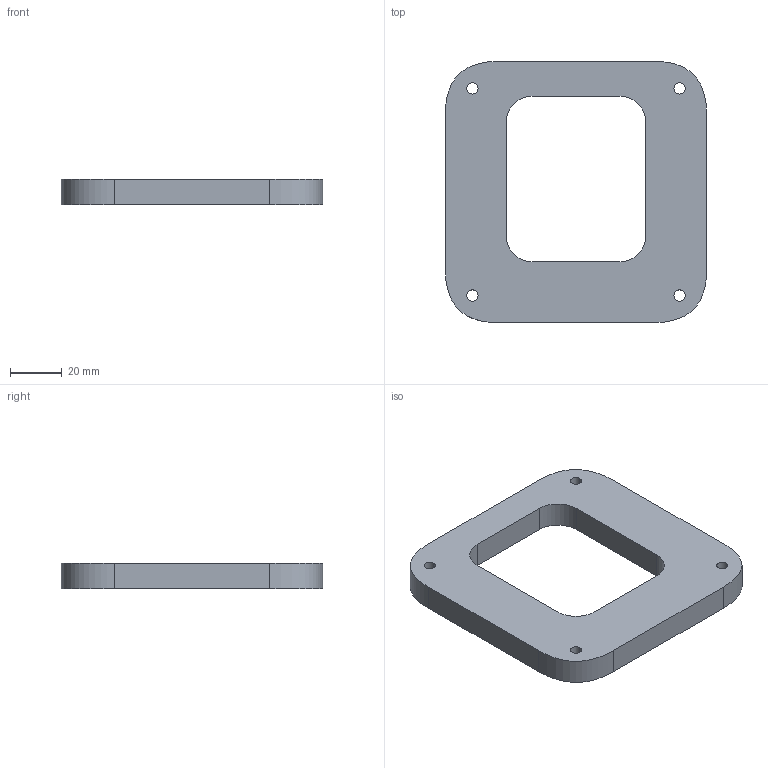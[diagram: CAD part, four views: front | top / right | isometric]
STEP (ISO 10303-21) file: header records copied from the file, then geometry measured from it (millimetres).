
FILE_DESCRIPTION (( 'STEP AP203' ), '1' );
FILE_NAME ('base2_Dummy v164 v1.STEP', '2023-12-03T07:57:49', ( '' ), ( '' ), 'SwSTEP 2.0', 'SolidWorks 2022', '' );
FILE_SCHEMA (( 'CONFIG_CONTROL_DESIGN' ));
Length unit declared in the file: millimetre
Products named in the file (1): base2_Dummy v164 v1
Bounding box: 101 x 101 x 10 mm (x, y, z)
Volume: 64897.8 mm3; surface area: 19442.6 mm2
Topology: 1 solids, 1 shells, 26 faces, 72 edges, 48 vertices
Faces by surface type: cylinder 12, plane 10, bspline 4
Entity records: 1001 total; most frequent: CARTESIAN_POINT 239, ORIENTED_EDGE 144, DIRECTION 134, EDGE_CURVE 72, VERTEX_POINT 48, AXIS2_PLACEMENT_3D 47, LINE 40, VECTOR 40
